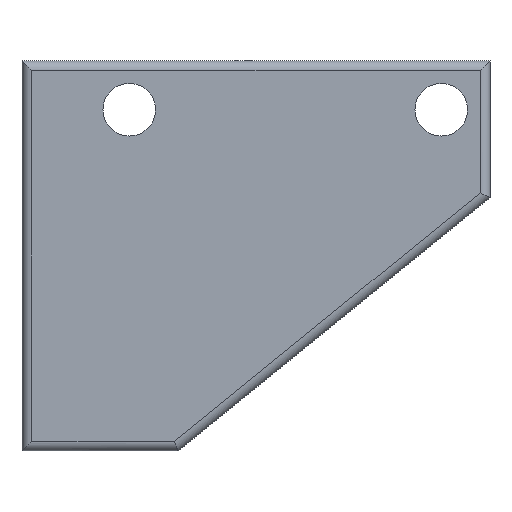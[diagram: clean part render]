
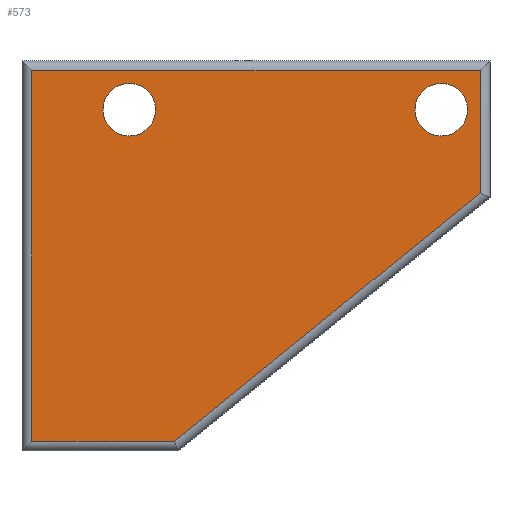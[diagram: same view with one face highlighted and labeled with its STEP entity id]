
A CAD part, front view. The second image highlights one B-rep face of the part: STEP entity #573.
In plain terms, the highlighted planar face has unit normal (0, -1, 0).
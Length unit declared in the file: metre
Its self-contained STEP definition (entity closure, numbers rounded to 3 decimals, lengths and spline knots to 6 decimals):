
#72=LINE('',#945,#124);
#73=LINE('',#948,#125);
#74=LINE('',#950,#126);
#75=LINE('',#952,#127);
#76=LINE('',#954,#128);
#124=VECTOR('',#742,1.);
#125=VECTOR('',#743,1.);
#126=VECTOR('',#744,1.);
#127=VECTOR('',#745,1.);
#128=VECTOR('',#746,1.);
#193=ORIENTED_EDGE('',*,*,#349,.T.);
#194=ORIENTED_EDGE('',*,*,#350,.T.);
#195=ORIENTED_EDGE('',*,*,#351,.T.);
#196=ORIENTED_EDGE('',*,*,#352,.T.);
#197=ORIENTED_EDGE('',*,*,#353,.T.);
#198=ORIENTED_EDGE('',*,*,#354,.T.);
#199=ORIENTED_EDGE('',*,*,#355,.T.);
#349=EDGE_CURVE('',#426,#427,#72,.T.);
#350=EDGE_CURVE('',#427,#428,#73,.T.);
#351=EDGE_CURVE('',#428,#429,#74,.T.);
#352=EDGE_CURVE('',#429,#430,#75,.F.);
#353=EDGE_CURVE('',#430,#426,#76,.F.);
#354=EDGE_CURVE('',#431,#431,#454,.F.);
#355=EDGE_CURVE('',#432,#432,#455,.F.);
#426=VERTEX_POINT('',#946);
#427=VERTEX_POINT('',#947);
#428=VERTEX_POINT('',#949);
#429=VERTEX_POINT('',#951);
#430=VERTEX_POINT('',#953);
#431=VERTEX_POINT('',#956);
#432=VERTEX_POINT('',#958);
#454=CIRCLE('',#630,0.00135);
#455=CIRCLE('',#631,0.00135);
#477=EDGE_LOOP('',(#193,#194,#195,#196,#197));
#478=EDGE_LOOP('',(#198));
#479=EDGE_LOOP('',(#199));
#519=FACE_BOUND('',#477,.T.);
#520=FACE_BOUND('',#478,.T.);
#521=FACE_BOUND('',#479,.T.);
#559=PLANE('',#629);
#573=ADVANCED_FACE('',(#519,#520,#521),#559,.T.);
#629=AXIS2_PLACEMENT_3D('',#944,#740,#741);
#630=AXIS2_PLACEMENT_3D('',#955,#747,#748);
#631=AXIS2_PLACEMENT_3D('',#957,#749,#750);
#740=DIRECTION('',(0.,-1.,0.));
#741=DIRECTION('',(1.,0.,0.));
#742=DIRECTION('',(0.776,0.,0.631));
#743=DIRECTION('',(0.,0.,1.));
#744=DIRECTION('',(-1.,0.,0.));
#745=DIRECTION('',(0.,0.,1.));
#746=DIRECTION('',(-1.,0.,0.));
#747=DIRECTION('',(0.,-1.,0.));
#748=DIRECTION('',(0.,0.,-1.));
#749=DIRECTION('',(0.,-1.,0.));
#750=DIRECTION('',(0.,0.,-1.));
#944=CARTESIAN_POINT('',(0.,-0.002,0.));
#945=CARTESIAN_POINT('',(0.011685,-0.002,0.003388));
#946=CARTESIAN_POINT('',(-0.004178,-0.002,-0.0095));
#947=CARTESIAN_POINT('',(0.0115,-0.002,0.003238));
#948=CARTESIAN_POINT('',(0.0115,-0.002,0.01));
#949=CARTESIAN_POINT('',(0.0115,-0.002,0.0095));
#950=CARTESIAN_POINT('',(-0.012,-0.002,0.0095));
#951=CARTESIAN_POINT('',(-0.0115,-0.002,0.0095));
#952=CARTESIAN_POINT('',(-0.0115,-0.002,0.));
#953=CARTESIAN_POINT('',(-0.0115,-0.002,-0.0095));
#954=CARTESIAN_POINT('',(0.,-0.002,-0.0095));
#955=CARTESIAN_POINT('',(-0.0065,-0.002,0.0075));
#956=CARTESIAN_POINT('',(-0.0065,-0.002,0.00615));
#957=CARTESIAN_POINT('',(0.0095,-0.002,0.0075));
#958=CARTESIAN_POINT('',(0.0095,-0.002,0.00615));
